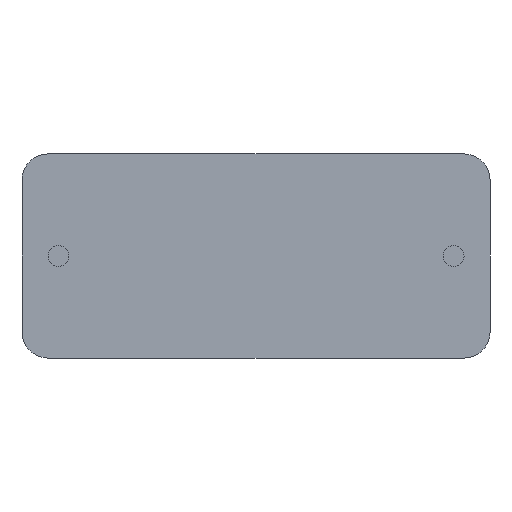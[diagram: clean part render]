
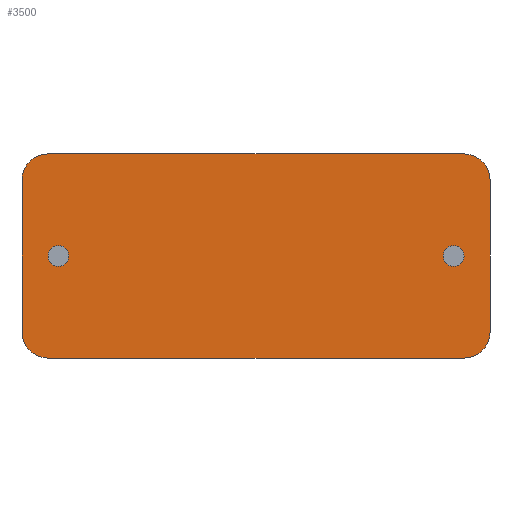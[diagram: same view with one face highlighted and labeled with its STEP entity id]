
A CAD part, front view. The second image highlights one B-rep face of the part: STEP entity #3500.
In plain terms, the highlighted planar face has unit normal (0, -1, 0).
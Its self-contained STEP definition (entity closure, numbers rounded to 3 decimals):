
#2 = LINE ( 'NONE', #10208, #18626 ) ;
#26 = CARTESIAN_POINT ( 'NONE',  ( 8.586, 0., -3.925 ) ) ;
#320 = AXIS2_PLACEMENT_3D ( 'NONE', #16514, #14764, #7998 ) ;
#328 = VERTEX_POINT ( 'NONE', #4126 ) ;
#463 = CARTESIAN_POINT ( 'NONE',  ( 7.6, 0., 0. ) ) ;
#713 = EDGE_CURVE ( 'NONE', #328, #14509, #10584, .T. ) ;
#866 = CARTESIAN_POINT ( 'NONE',  ( -9., 0., -3.511 ) ) ;
#1085 = AXIS2_PLACEMENT_3D ( 'NONE', #463, #3448, #14956 ) ;
#1088 = CARTESIAN_POINT ( 'NONE',  ( -8., 0., 3.925 ) ) ;
#1220 = EDGE_CURVE ( 'NONE', #2949, #6554, #18103, .T. ) ;
#1330 = ORIENTED_EDGE ( 'NONE', *, *, #6031, .T. ) ;
#1537 =( BOUNDED_CURVE ( )  B_SPLINE_CURVE ( 3, ( #1088, #15235, #2294, #6765 ),
 .UNSPECIFIED., .F., .T. ) 
 B_SPLINE_CURVE_WITH_KNOTS ( ( 4, 4 ),
 ( 5.498, 7.068 ),
 .UNSPECIFIED. ) 
 CURVE ( )  GEOMETRIC_REPRESENTATION_ITEM ( )  RATIONAL_B_SPLINE_CURVE ( ( 1., 0.805, 0.805, 1. ) ) 
 REPRESENTATION_ITEM ( '' )  );
#1643 = DIRECTION ( 'NONE',  ( 0., 0., -1. ) ) ;
#1742 = CARTESIAN_POINT ( 'NONE',  ( 9., 0., -3.925 ) ) ;
#1860 = DIRECTION ( 'NONE',  ( 0., -1., 0. ) ) ;
#1869 = FACE_BOUND ( 'NONE', #3917, .T. ) ;
#2222 = FACE_OUTER_BOUND ( 'NONE', #3215, .T. ) ;
#2294 = CARTESIAN_POINT ( 'NONE',  ( -9., 0., 3.511 ) ) ;
#2739 = CARTESIAN_POINT ( 'NONE',  ( -9., 0., -3.925 ) ) ;
#2949 = VERTEX_POINT ( 'NONE', #8348 ) ;
#3051 = DIRECTION ( 'NONE',  ( 0., 0., 1. ) ) ;
#3215 = EDGE_LOOP ( 'NONE', ( #8848, #12216, #3778, #1330, #18565, #8123, #6479, #11603 ) ) ;
#3448 = DIRECTION ( 'NONE',  ( 0., -1., 0. ) ) ;
#3500 = ADVANCED_FACE ( 'NONE', ( #1869, #13617, #2222 ), #9150, .F. ) ;
#3778 = ORIENTED_EDGE ( 'NONE', *, *, #5937, .F. ) ;
#3864 = CARTESIAN_POINT ( 'NONE',  ( 9., 0., 3.511 ) ) ;
#3917 = EDGE_LOOP ( 'NONE', ( #16804, #10084 ) ) ;
#3934 = VERTEX_POINT ( 'NONE', #9904 ) ;
#3997 = DIRECTION ( 'NONE',  ( 0., 0., 1. ) ) ;
#4126 = CARTESIAN_POINT ( 'NONE',  ( -7.6, 0., -0.4 ) ) ;
#4223 = VERTEX_POINT ( 'NONE', #18032 ) ;
#4532 = VERTEX_POINT ( 'NONE', #16407 ) ;
#4786 = CARTESIAN_POINT ( 'NONE',  ( -9., 0., 3.925 ) ) ;
#4905 = AXIS2_PLACEMENT_3D ( 'NONE', #12649, #11260, #3997 ) ;
#5358 =( BOUNDED_CURVE ( )  B_SPLINE_CURVE ( 3, ( #13749, #866, #15584, #12514 ),
 .UNSPECIFIED., .F., .T. ) 
 B_SPLINE_CURVE_WITH_KNOTS ( ( 4, 4 ),
 ( 5.498, 7.068 ),
 .UNSPECIFIED. ) 
 CURVE ( )  GEOMETRIC_REPRESENTATION_ITEM ( )  RATIONAL_B_SPLINE_CURVE ( ( 1., 0.805, 0.805, 1. ) ) 
 REPRESENTATION_ITEM ( '' )  );
#5437 = VERTEX_POINT ( 'NONE', #18333 ) ;
#5937 = EDGE_CURVE ( 'NONE', #4532, #5437, #17432, .T. ) ;
#6031 = EDGE_CURVE ( 'NONE', #4532, #9361, #5358, .T. ) ;
#6112 = EDGE_CURVE ( 'NONE', #6756, #6554, #13324, .T. ) ;
#6479 = ORIENTED_EDGE ( 'NONE', *, *, #13884, .F. ) ;
#6554 = VERTEX_POINT ( 'NONE', #16221 ) ;
#6756 = VERTEX_POINT ( 'NONE', #9363 ) ;
#6765 = CARTESIAN_POINT ( 'NONE',  ( -9., 0., 2.925 ) ) ;
#6912 = CARTESIAN_POINT ( 'NONE',  ( 9., 0., 2.925 ) ) ;
#7241 = EDGE_CURVE ( 'NONE', #13343, #9361, #2, .T. ) ;
#7398 = EDGE_CURVE ( 'NONE', #14509, #328, #8060, .T. ) ;
#7800 = DIRECTION ( 'NONE',  ( 0., -1., 0. ) ) ;
#7815 = ORIENTED_EDGE ( 'NONE', *, *, #17037, .F. ) ;
#7998 = DIRECTION ( 'NONE',  ( 0., 0., 1. ) ) ;
#8060 = CIRCLE ( 'NONE', #9571, 0.4 ) ;
#8123 = ORIENTED_EDGE ( 'NONE', *, *, #17925, .T. ) ;
#8348 = CARTESIAN_POINT ( 'NONE',  ( -8., 0., 3.925 ) ) ;
#8848 = ORIENTED_EDGE ( 'NONE', *, *, #1220, .F. ) ;
#8863 = CARTESIAN_POINT ( 'NONE',  ( -8., 0., -3.925 ) ) ;
#9105 = CARTESIAN_POINT ( 'NONE',  ( 7.6, 0., 0.4 ) ) ;
#9150 = PLANE ( 'NONE',  #320 ) ;
#9361 = VERTEX_POINT ( 'NONE', #8863 ) ;
#9363 = CARTESIAN_POINT ( 'NONE',  ( 9., 0., 2.925 ) ) ;
#9571 = AXIS2_PLACEMENT_3D ( 'NONE', #14756, #1860, #10702 ) ;
#9651 = CARTESIAN_POINT ( 'NONE',  ( 8., 0., 3.925 ) ) ;
#9904 = CARTESIAN_POINT ( 'NONE',  ( 7.6, 0., -0.4 ) ) ;
#10084 = ORIENTED_EDGE ( 'NONE', *, *, #713, .F. ) ;
#10208 = CARTESIAN_POINT ( 'NONE',  ( -9., 0., -3.925 ) ) ;
#10214 = DIRECTION ( 'NONE',  ( 0., 0., 1. ) ) ;
#10584 = CIRCLE ( 'NONE', #12076, 0.4 ) ;
#10702 = DIRECTION ( 'NONE',  ( 0., 0., 1. ) ) ;
#11160 =( BOUNDED_CURVE ( )  B_SPLINE_CURVE ( 3, ( #12730, #26, #11343, #17156 ),
 .UNSPECIFIED., .F., .T. ) 
 B_SPLINE_CURVE_WITH_KNOTS ( ( 4, 4 ),
 ( 5.498, 7.068 ),
 .UNSPECIFIED. ) 
 CURVE ( )  GEOMETRIC_REPRESENTATION_ITEM ( )  RATIONAL_B_SPLINE_CURVE ( ( 1., 0.805, 0.805, 1. ) ) 
 REPRESENTATION_ITEM ( '' )  );
#11260 = DIRECTION ( 'NONE',  ( 0., -1., 0. ) ) ;
#11343 = CARTESIAN_POINT ( 'NONE',  ( 9., 0., -3.511 ) ) ;
#11603 = ORIENTED_EDGE ( 'NONE', *, *, #6112, .T. ) ;
#11702 = CARTESIAN_POINT ( 'NONE',  ( -7.6, 0., 0.4 ) ) ;
#12076 = AXIS2_PLACEMENT_3D ( 'NONE', #16326, #7800, #3051 ) ;
#12216 = ORIENTED_EDGE ( 'NONE', *, *, #15121, .T. ) ;
#12514 = CARTESIAN_POINT ( 'NONE',  ( -8., 0., -3.925 ) ) ;
#12649 = CARTESIAN_POINT ( 'NONE',  ( 7.6, 0., 0. ) ) ;
#12730 = CARTESIAN_POINT ( 'NONE',  ( 8., 0., -3.925 ) ) ;
#13324 =( BOUNDED_CURVE ( )  B_SPLINE_CURVE ( 3, ( #6912, #3864, #16930, #9651 ),
 .UNSPECIFIED., .F., .T. ) 
 B_SPLINE_CURVE_WITH_KNOTS ( ( 4, 4 ),
 ( 5.498, 7.068 ),
 .UNSPECIFIED. ) 
 CURVE ( )  GEOMETRIC_REPRESENTATION_ITEM ( )  RATIONAL_B_SPLINE_CURVE ( ( 1., 0.805, 0.805, 1. ) ) 
 REPRESENTATION_ITEM ( '' )  );
#13343 = VERTEX_POINT ( 'NONE', #18099 ) ;
#13401 = ORIENTED_EDGE ( 'NONE', *, *, #13523, .F. ) ;
#13523 = EDGE_CURVE ( 'NONE', #3934, #14529, #18497, .T. ) ;
#13617 = FACE_BOUND ( 'NONE', #18196, .T. ) ;
#13749 = CARTESIAN_POINT ( 'NONE',  ( -9., 0., -2.925 ) ) ;
#13884 = EDGE_CURVE ( 'NONE', #6756, #4223, #15899, .T. ) ;
#14509 = VERTEX_POINT ( 'NONE', #11702 ) ;
#14529 = VERTEX_POINT ( 'NONE', #9105 ) ;
#14709 = VECTOR ( 'NONE', #10214, 1000. ) ;
#14743 = DIRECTION ( 'NONE',  ( 1., 0., 0. ) ) ;
#14756 = CARTESIAN_POINT ( 'NONE',  ( -7.6, 0., 0. ) ) ;
#14764 = DIRECTION ( 'NONE',  ( 0., 1., 0. ) ) ;
#14956 = DIRECTION ( 'NONE',  ( 0., 0., 1. ) ) ;
#15121 = EDGE_CURVE ( 'NONE', #2949, #5437, #1537, .T. ) ;
#15235 = CARTESIAN_POINT ( 'NONE',  ( -8.586, 0., 3.925 ) ) ;
#15584 = CARTESIAN_POINT ( 'NONE',  ( -8.586, 0., -3.925 ) ) ;
#15899 = LINE ( 'NONE', #1742, #16685 ) ;
#15975 = DIRECTION ( 'NONE',  ( -1., 0., 0. ) ) ;
#16221 = CARTESIAN_POINT ( 'NONE',  ( 8., 0., 3.925 ) ) ;
#16326 = CARTESIAN_POINT ( 'NONE',  ( -7.6, 0., 0. ) ) ;
#16407 = CARTESIAN_POINT ( 'NONE',  ( -9., 0., -2.925 ) ) ;
#16514 = CARTESIAN_POINT ( 'NONE',  ( 0., 0., 0. ) ) ;
#16685 = VECTOR ( 'NONE', #1643, 1000. ) ;
#16804 = ORIENTED_EDGE ( 'NONE', *, *, #7398, .F. ) ;
#16930 = CARTESIAN_POINT ( 'NONE',  ( 8.586, 0., 3.925 ) ) ;
#17037 = EDGE_CURVE ( 'NONE', #14529, #3934, #17090, .T. ) ;
#17090 = CIRCLE ( 'NONE', #1085, 0.4 ) ;
#17156 = CARTESIAN_POINT ( 'NONE',  ( 9., 0., -2.925 ) ) ;
#17432 = LINE ( 'NONE', #2739, #14709 ) ;
#17925 = EDGE_CURVE ( 'NONE', #13343, #4223, #11160, .T. ) ;
#18032 = CARTESIAN_POINT ( 'NONE',  ( 9., 0., -2.925 ) ) ;
#18099 = CARTESIAN_POINT ( 'NONE',  ( 8., 0., -3.925 ) ) ;
#18103 = LINE ( 'NONE', #4786, #18166 ) ;
#18166 = VECTOR ( 'NONE', #14743, 1000. ) ;
#18196 = EDGE_LOOP ( 'NONE', ( #7815, #13401 ) ) ;
#18333 = CARTESIAN_POINT ( 'NONE',  ( -9., 0., 2.925 ) ) ;
#18497 = CIRCLE ( 'NONE', #4905, 0.4 ) ;
#18565 = ORIENTED_EDGE ( 'NONE', *, *, #7241, .F. ) ;
#18626 = VECTOR ( 'NONE', #15975, 1000. ) ;
